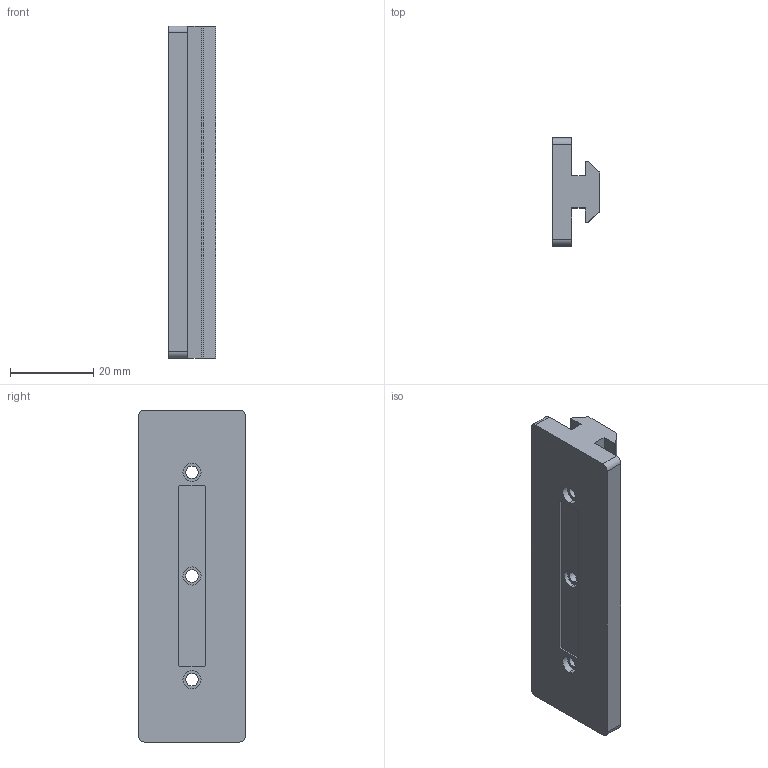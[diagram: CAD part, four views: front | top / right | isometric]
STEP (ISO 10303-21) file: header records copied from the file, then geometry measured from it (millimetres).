
FILE_DESCRIPTION (( 'STEP AP203' ), '1' );
FILE_NAME ('B778 Ñëàéäåð äëÿ ïðîôèëÿ ñ ïàçîì 8 ìì, 26õ80.step', '2025-11-24T11:47:53', ( '' ), ( '' ), 'SwSTEP 2.0', 'SolidWorks 2025', '' );
FILE_SCHEMA (( 'CONFIG_CONTROL_DESIGN' ));
Length unit declared in the file: millimetre
Products named in the file (2): B778 Слайдер для профиля с пазом 8 мм, 26х80; B778 Слайдер для профиля с пазом 8 мм, 26х80_00
Assembly tree (1 placements, depth 2):
  B778 Слайдер для профиля с пазом 8 мм, 26х80
    B778 Слайдер для профиля с пазом 8 мм, 26х80_00
Bounding box: 11.5 x 25.9 x 80 mm (x, y, z)
Volume: 14047.7 mm3; surface area: 7970 mm2
Topology: 1 solids, 1 shells, 68 faces, 168 edges, 112 vertices
Faces by surface type: cylinder 34, plane 34
Entity records: 2248 total; most frequent: DIRECTION 380, CARTESIAN_POINT 352, ORIENTED_EDGE 336, EDGE_CURVE 168, AXIS2_PLACEMENT_3D 140, VERTEX_POINT 112, LINE 100, VECTOR 100
